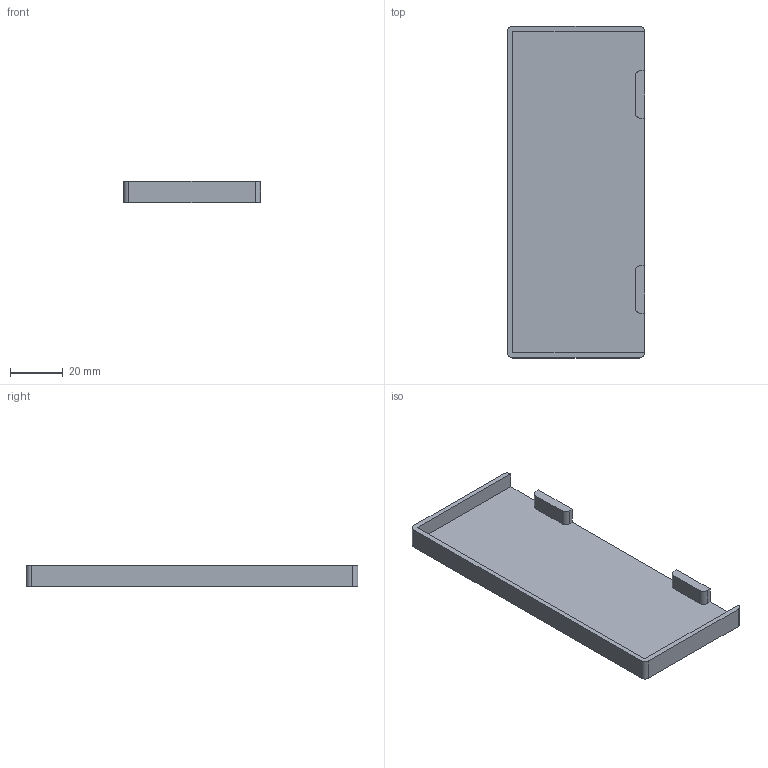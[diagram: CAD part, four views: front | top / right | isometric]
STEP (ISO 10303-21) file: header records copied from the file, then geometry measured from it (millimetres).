
FILE_DESCRIPTION (( 'STEP AP203' ), '1' );
FILE_NAME ('AL_0034-005-D-S-E.STEP', '2019-02-22T10:29:09', ( '' ), ( '' ), 'SwSTEP 2.0', 'SolidWorks 2018', '' );
FILE_SCHEMA (( 'CONFIG_CONTROL_DESIGN' ));
Length unit declared in the file: millimetre
Products named in the file (1): AL_0034-005-D-S-E
Bounding box: 52 x 126 x 8 mm (x, y, z)
Volume: 16523.9 mm3; surface area: 17013.1 mm2
Topology: 1 solids, 1 shells, 26 faces, 70 edges, 46 vertices
Faces by surface type: plane 18, cylinder 8
Entity records: 891 total; most frequent: CARTESIAN_POINT 143, DIRECTION 140, ORIENTED_EDGE 140, EDGE_CURVE 70, LINE 54, VECTOR 54, VERTEX_POINT 46, AXIS2_PLACEMENT_3D 43
